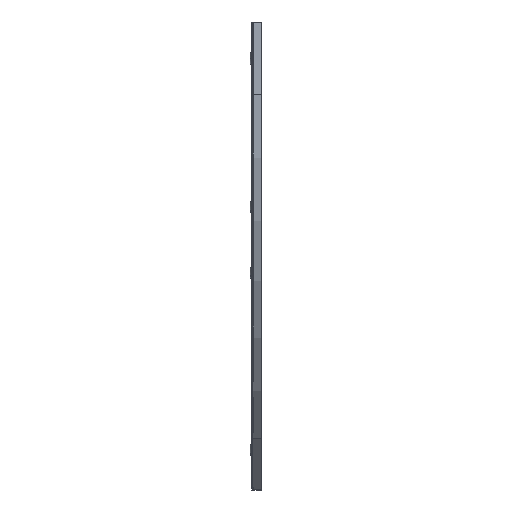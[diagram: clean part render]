
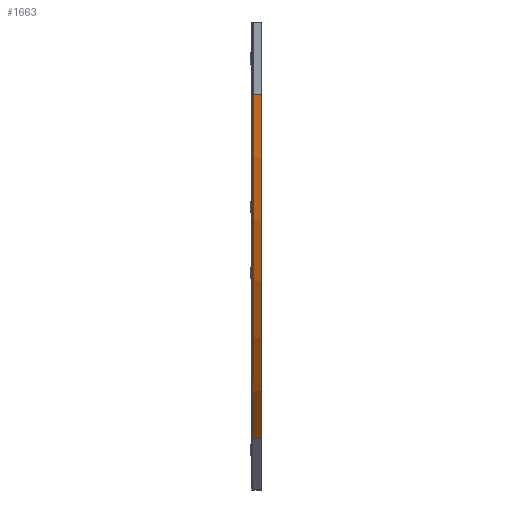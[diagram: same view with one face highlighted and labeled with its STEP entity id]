
A CAD part, left-side view. The second image highlights one B-rep face of the part: STEP entity #1663.
In plain terms, the highlighted cylindrical face has radius 702 mm (diameter 1404 mm), a partial arc.
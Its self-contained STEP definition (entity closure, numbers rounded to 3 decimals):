
#104 = CARTESIAN_POINT ( 'NONE',  ( 0., 0., -105. ) ) ;
#399 = DIRECTION ( 'NONE',  ( 0., 0., -1. ) ) ;
#512 = DIRECTION ( 'NONE',  ( 0., -1., 0. ) ) ;
#632 = CARTESIAN_POINT ( 'NONE',  ( 205.611, 0., -601.389 ) ) ;
#803 = CARTESIAN_POINT ( 'NONE',  ( 0., 14., -105. ) ) ;
#820 = LINE ( 'NONE', #2654, #2427 ) ;
#850 = VERTEX_POINT ( 'NONE', #803 ) ;
#944 = EDGE_CURVE ( 'NONE', #850, #2056, #820, .T. ) ;
#1047 = CYLINDRICAL_SURFACE ( 'NONE', #2646, 702. ) ;
#1163 = DIRECTION ( 'NONE',  ( 0., -1., 0. ) ) ;
#1176 = EDGE_CURVE ( 'NONE', #1904, #2778, #2007, .T. ) ;
#1227 = DIRECTION ( 'NONE',  ( 0., 0., 1. ) ) ;
#1317 = AXIS2_PLACEMENT_3D ( 'NONE', #2708, #1501, #2018 ) ;
#1501 = DIRECTION ( 'NONE',  ( 0., -1., 0. ) ) ;
#1559 = FACE_OUTER_BOUND ( 'NONE', #2292, .T. ) ;
#1622 = ORIENTED_EDGE ( 'NONE', *, *, #2330, .T. ) ;
#1663 = ADVANCED_FACE ( 'NONE', ( #1559 ), #1047, .T. ) ;
#1768 = DIRECTION ( 'NONE',  ( 0., -1., 0. ) ) ;
#1821 = ORIENTED_EDGE ( 'NONE', *, *, #944, .F. ) ;
#1904 = VERTEX_POINT ( 'NONE', #2525 ) ;
#1906 = DIRECTION ( 'NONE',  ( 0., -1., 0. ) ) ;
#2007 = LINE ( 'NONE', #3228, #3118 ) ;
#2018 = DIRECTION ( 'NONE',  ( 0., 0., -1. ) ) ;
#2056 = VERTEX_POINT ( 'NONE', #104 ) ;
#2260 = CIRCLE ( 'NONE', #1317, 702. ) ;
#2292 = EDGE_LOOP ( 'NONE', ( #1821, #1622, #3140, #2348 ) ) ;
#2330 = EDGE_CURVE ( 'NONE', #850, #1904, #3031, .T. ) ;
#2348 = ORIENTED_EDGE ( 'NONE', *, *, #2597, .F. ) ;
#2427 = VECTOR ( 'NONE', #1163, 1000. ) ;
#2525 = CARTESIAN_POINT ( 'NONE',  ( 205.611, 14., -601.389 ) ) ;
#2597 = EDGE_CURVE ( 'NONE', #2056, #2778, #2260, .T. ) ;
#2646 = AXIS2_PLACEMENT_3D ( 'NONE', #2922, #1906, #399 ) ;
#2654 = CARTESIAN_POINT ( 'NONE',  ( 0., 0., -105. ) ) ;
#2705 = CARTESIAN_POINT ( 'NONE',  ( 702., 14., -105. ) ) ;
#2708 = CARTESIAN_POINT ( 'NONE',  ( 702., 0., -105. ) ) ;
#2778 = VERTEX_POINT ( 'NONE', #632 ) ;
#2920 = AXIS2_PLACEMENT_3D ( 'NONE', #2705, #512, #1227 ) ;
#2922 = CARTESIAN_POINT ( 'NONE',  ( 702., 0., -105. ) ) ;
#3031 = CIRCLE ( 'NONE', #2920, 702. ) ;
#3118 = VECTOR ( 'NONE', #1768, 1000. ) ;
#3140 = ORIENTED_EDGE ( 'NONE', *, *, #1176, .T. ) ;
#3228 = CARTESIAN_POINT ( 'NONE',  ( 205.611, 0., -601.389 ) ) ;
